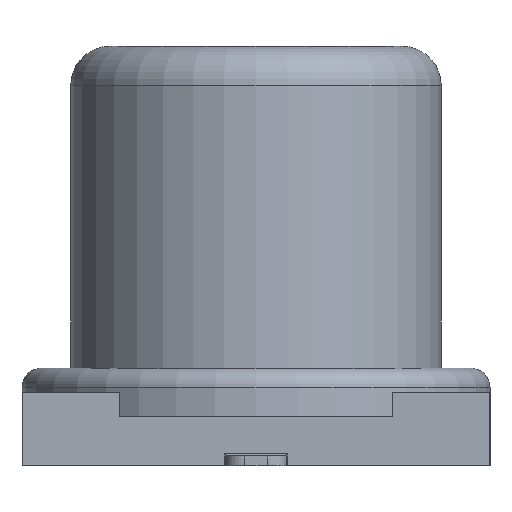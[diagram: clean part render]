
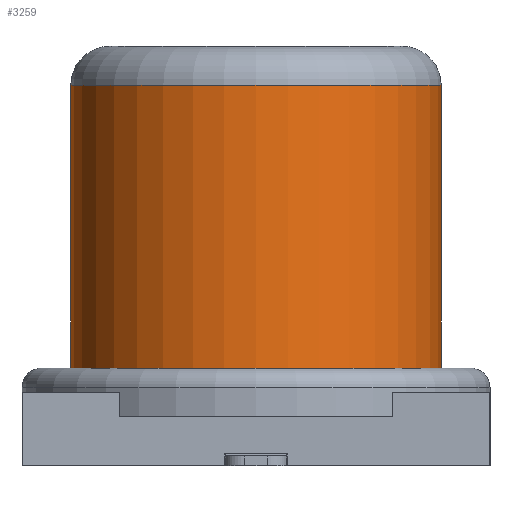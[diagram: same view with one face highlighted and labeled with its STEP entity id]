
A CAD part, left-side view. The second image highlights one B-rep face of the part: STEP entity #3259.
In plain terms, the highlighted cylindrical face has radius 1.9 mm (diameter 3.8 mm), a partial arc.
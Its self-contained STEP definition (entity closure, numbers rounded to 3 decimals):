
#1837 = PLANE('',#1838);
#1838 = AXIS2_PLACEMENT_3D('',#1839,#1840,#1841);
#1839 = CARTESIAN_POINT('',(-3.275,2.4,1.));
#1840 = DIRECTION('',(0.,0.,-1.));
#1841 = DIRECTION('',(-1.,0.,0.));
#2676 = VERTEX_POINT('',#2677);
#2677 = CARTESIAN_POINT('',(-3.25,1.9,1.));
#2693 = PLANE('',#2694);
#2694 = AXIS2_PLACEMENT_3D('',#2695,#2696,#2697);
#2695 = CARTESIAN_POINT('',(-3.25,1.9,1.));
#2696 = DIRECTION('',(0.,1.,0.));
#2697 = DIRECTION('',(1.,0.,0.));
#2705 = EDGE_CURVE('',#2676,#2706,#2708,.T.);
#2706 = VERTEX_POINT('',#2707);
#2707 = CARTESIAN_POINT('',(-3.25,-1.9,1.));
#2708 = SURFACE_CURVE('',#2709,(#2714,#2725),.PCURVE_S1.);
#2709 = CIRCLE('',#2710,1.9);
#2710 = AXIS2_PLACEMENT_3D('',#2711,#2712,#2713);
#2711 = CARTESIAN_POINT('',(-3.25,0.,1.));
#2712 = DIRECTION('',(0.,0.,1.));
#2713 = DIRECTION('',(1.,0.,0.));
#2714 = PCURVE('',#1837,#2715);
#2715 = DEFINITIONAL_REPRESENTATION('',(#2716),#2724);
#2716 = ( BOUNDED_CURVE() B_SPLINE_CURVE(2,(#2717,#2718,#2719,#2720,
#2721,#2722,#2723),.UNSPECIFIED.,.T.,.F.) B_SPLINE_CURVE_WITH_KNOTS((1,2
    ,2,2,2,1),(-2.094,0.,2.094,4.189,
6.283,8.378),.UNSPECIFIED.) CURVE() 
GEOMETRIC_REPRESENTATION_ITEM() RATIONAL_B_SPLINE_CURVE((1.,0.5,1.,0.5,
1.,0.5,1.)) REPRESENTATION_ITEM('') );
#2717 = CARTESIAN_POINT('',(-1.925,-2.4));
#2718 = CARTESIAN_POINT('',(-1.925,0.891));
#2719 = CARTESIAN_POINT('',(0.925,-0.755));
#2720 = CARTESIAN_POINT('',(3.775,-2.4));
#2721 = CARTESIAN_POINT('',(0.925,-4.045));
#2722 = CARTESIAN_POINT('',(-1.925,-5.691));
#2723 = CARTESIAN_POINT('',(-1.925,-2.4));
#2724 = ( GEOMETRIC_REPRESENTATION_CONTEXT(2) 
PARAMETRIC_REPRESENTATION_CONTEXT() REPRESENTATION_CONTEXT('2D SPACE',''
  ) );
#2725 = PCURVE('',#2726,#2731);
#2726 = CYLINDRICAL_SURFACE('',#2727,1.9);
#2727 = AXIS2_PLACEMENT_3D('',#2728,#2729,#2730);
#2728 = CARTESIAN_POINT('',(-3.25,0.,1.));
#2729 = DIRECTION('',(0.,0.,-1.));
#2730 = DIRECTION('',(1.,0.,0.));
#2731 = DEFINITIONAL_REPRESENTATION('',(#2732),#2736);
#2732 = LINE('',#2733,#2734);
#2733 = CARTESIAN_POINT('',(0.,0.));
#2734 = VECTOR('',#2735,1.);
#2735 = DIRECTION('',(-1.,0.));
#2736 = ( GEOMETRIC_REPRESENTATION_CONTEXT(2) 
PARAMETRIC_REPRESENTATION_CONTEXT() REPRESENTATION_CONTEXT('2D SPACE',''
  ) );
#2754 = PLANE('',#2755);
#2755 = AXIS2_PLACEMENT_3D('',#2756,#2757,#2758);
#2756 = CARTESIAN_POINT('',(-3.25,-1.9,1.));
#2757 = DIRECTION('',(0.,1.,0.));
#2758 = DIRECTION('',(1.,0.,0.));
#3078 = EDGE_CURVE('',#2676,#3079,#3081,.T.);
#3079 = VERTEX_POINT('',#3080);
#3080 = CARTESIAN_POINT('',(-3.25,1.9,3.9));
#3081 = SURFACE_CURVE('',#3082,(#3086,#3093),.PCURVE_S1.);
#3082 = LINE('',#3083,#3084);
#3083 = CARTESIAN_POINT('',(-3.25,1.9,1.));
#3084 = VECTOR('',#3085,1.);
#3085 = DIRECTION('',(0.,0.,1.));
#3086 = PCURVE('',#2693,#3087);
#3087 = DEFINITIONAL_REPRESENTATION('',(#3088),#3092);
#3088 = LINE('',#3089,#3090);
#3089 = CARTESIAN_POINT('',(0.,0.));
#3090 = VECTOR('',#3091,1.);
#3091 = DIRECTION('',(0.,-1.));
#3092 = ( GEOMETRIC_REPRESENTATION_CONTEXT(2) 
PARAMETRIC_REPRESENTATION_CONTEXT() REPRESENTATION_CONTEXT('2D SPACE',''
  ) );
#3093 = PCURVE('',#2726,#3094);
#3094 = DEFINITIONAL_REPRESENTATION('',(#3095),#3099);
#3095 = LINE('',#3096,#3097);
#3096 = CARTESIAN_POINT('',(-1.571,0.));
#3097 = VECTOR('',#3098,1.);
#3098 = DIRECTION('',(0.,-1.));
#3099 = ( GEOMETRIC_REPRESENTATION_CONTEXT(2) 
PARAMETRIC_REPRESENTATION_CONTEXT() REPRESENTATION_CONTEXT('2D SPACE',''
  ) );
#3209 = EDGE_CURVE('',#2706,#3210,#3212,.T.);
#3210 = VERTEX_POINT('',#3211);
#3211 = CARTESIAN_POINT('',(-3.25,-1.9,3.9));
#3212 = SURFACE_CURVE('',#3213,(#3217,#3224),.PCURVE_S1.);
#3213 = LINE('',#3214,#3215);
#3214 = CARTESIAN_POINT('',(-3.25,-1.9,1.));
#3215 = VECTOR('',#3216,1.);
#3216 = DIRECTION('',(0.,0.,1.));
#3217 = PCURVE('',#2754,#3218);
#3218 = DEFINITIONAL_REPRESENTATION('',(#3219),#3223);
#3219 = LINE('',#3220,#3221);
#3220 = CARTESIAN_POINT('',(0.,0.));
#3221 = VECTOR('',#3222,1.);
#3222 = DIRECTION('',(0.,-1.));
#3223 = ( GEOMETRIC_REPRESENTATION_CONTEXT(2) 
PARAMETRIC_REPRESENTATION_CONTEXT() REPRESENTATION_CONTEXT('2D SPACE',''
  ) );
#3224 = PCURVE('',#2726,#3225);
#3225 = DEFINITIONAL_REPRESENTATION('',(#3226),#3230);
#3226 = LINE('',#3227,#3228);
#3227 = CARTESIAN_POINT('',(-4.712,0.));
#3228 = VECTOR('',#3229,1.);
#3229 = DIRECTION('',(0.,-1.));
#3230 = ( GEOMETRIC_REPRESENTATION_CONTEXT(2) 
PARAMETRIC_REPRESENTATION_CONTEXT() REPRESENTATION_CONTEXT('2D SPACE',''
  ) );
#3259 = ADVANCED_FACE('',(#3260),#2726,.T.);
#3260 = FACE_BOUND('',#3261,.F.);
#3261 = EDGE_LOOP('',(#3262,#3263,#3290,#3291));
#3262 = ORIENTED_EDGE('',*,*,#3078,.T.);
#3263 = ORIENTED_EDGE('',*,*,#3264,.T.);
#3264 = EDGE_CURVE('',#3079,#3210,#3265,.T.);
#3265 = SURFACE_CURVE('',#3266,(#3271,#3278),.PCURVE_S1.);
#3266 = CIRCLE('',#3267,1.9);
#3267 = AXIS2_PLACEMENT_3D('',#3268,#3269,#3270);
#3268 = CARTESIAN_POINT('',(-3.25,0.,3.9));
#3269 = DIRECTION('',(0.,0.,1.));
#3270 = DIRECTION('',(0.,1.,0.));
#3271 = PCURVE('',#2726,#3272);
#3272 = DEFINITIONAL_REPRESENTATION('',(#3273),#3277);
#3273 = LINE('',#3274,#3275);
#3274 = CARTESIAN_POINT('',(-1.571,-2.9));
#3275 = VECTOR('',#3276,1.);
#3276 = DIRECTION('',(-1.,0.));
#3277 = ( GEOMETRIC_REPRESENTATION_CONTEXT(2) 
PARAMETRIC_REPRESENTATION_CONTEXT() REPRESENTATION_CONTEXT('2D SPACE',''
  ) );
#3278 = PCURVE('',#3279,#3284);
#3279 = TOROIDAL_SURFACE('',#3280,1.5,0.4);
#3280 = AXIS2_PLACEMENT_3D('',#3281,#3282,#3283);
#3281 = CARTESIAN_POINT('',(-3.25,0.,3.9));
#3282 = DIRECTION('',(0.,0.,1.));
#3283 = DIRECTION('',(0.,1.,0.));
#3284 = DEFINITIONAL_REPRESENTATION('',(#3285),#3289);
#3285 = LINE('',#3286,#3287);
#3286 = CARTESIAN_POINT('',(0.,0.));
#3287 = VECTOR('',#3288,1.);
#3288 = DIRECTION('',(1.,0.));
#3289 = ( GEOMETRIC_REPRESENTATION_CONTEXT(2) 
PARAMETRIC_REPRESENTATION_CONTEXT() REPRESENTATION_CONTEXT('2D SPACE',''
  ) );
#3290 = ORIENTED_EDGE('',*,*,#3209,.F.);
#3291 = ORIENTED_EDGE('',*,*,#2705,.F.);
